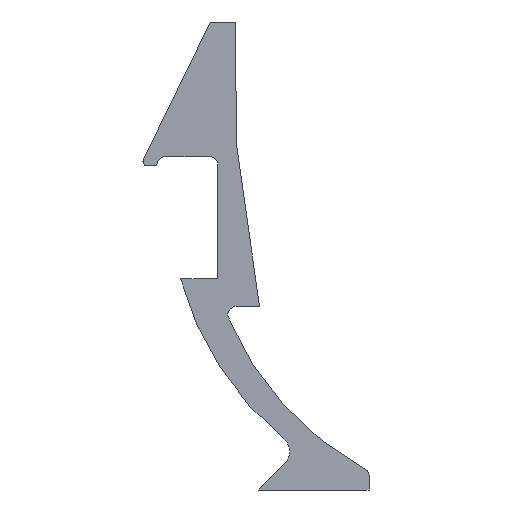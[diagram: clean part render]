
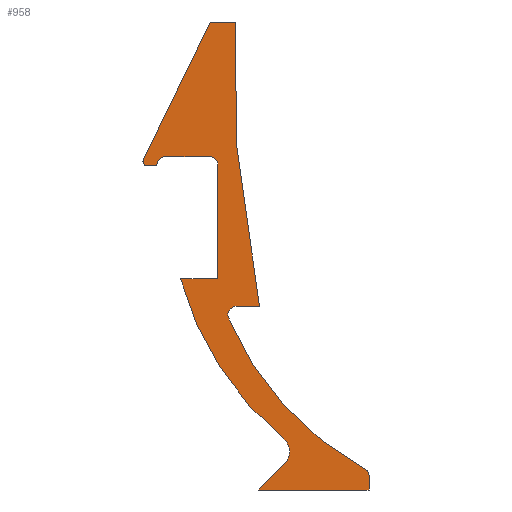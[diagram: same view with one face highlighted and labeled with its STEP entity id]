
A CAD part, left-side view. The second image highlights one B-rep face of the part: STEP entity #958.
In plain terms, the highlighted planar face has unit normal (-1, 0, 0).
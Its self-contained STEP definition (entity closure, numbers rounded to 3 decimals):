
#46=PLANE('',#1063);
#96=FACE_OUTER_BOUND('',#146,.T.);
#146=EDGE_LOOP('',(#866,#867,#868,#869,#870,#871,#872,#873,#874,#875,#876,
#877,#878,#879,#880,#881,#882,#883,#884,#885,#886,#887,#888));
#199=LINE('',#1498,#297);
#202=LINE('',#1504,#300);
#205=LINE('',#1510,#303);
#211=LINE('',#1534,#309);
#214=LINE('',#1540,#312);
#218=LINE('',#1552,#316);
#222=LINE('',#1564,#320);
#226=LINE('',#1576,#324);
#230=LINE('',#1588,#328);
#233=LINE('',#1594,#331);
#236=LINE('',#1600,#334);
#239=LINE('',#1606,#337);
#242=LINE('',#1612,#340);
#297=VECTOR('',#1216,10.);
#300=VECTOR('',#1221,10.);
#303=VECTOR('',#1226,10.);
#309=VECTOR('',#1252,10.);
#312=VECTOR('',#1257,10.);
#316=VECTOR('',#1269,10.);
#320=VECTOR('',#1281,10.);
#324=VECTOR('',#1293,10.);
#328=VECTOR('',#1305,10.);
#331=VECTOR('',#1310,10.);
#334=VECTOR('',#1315,10.);
#337=VECTOR('',#1320,10.);
#340=VECTOR('',#1325,10.);
#364=CIRCLE('',#1021,0.4);
#366=CIRCLE('',#1027,1.);
#368=CIRCLE('',#1030,18.75);
#370=CIRCLE('',#1033,0.01);
#372=CIRCLE('',#1038,0.45);
#374=CIRCLE('',#1042,0.45);
#376=CIRCLE('',#1046,0.2);
#378=CIRCLE('',#1050,0.25);
#380=CIRCLE('',#1058,0.5);
#382=CIRCLE('',#1061,18.5);
#431=VERTEX_POINT('',#1489);
#432=VERTEX_POINT('',#1491);
#434=VERTEX_POINT('',#1497);
#436=VERTEX_POINT('',#1503);
#438=VERTEX_POINT('',#1509);
#440=VERTEX_POINT('',#1515);
#442=VERTEX_POINT('',#1521);
#444=VERTEX_POINT('',#1527);
#446=VERTEX_POINT('',#1533);
#448=VERTEX_POINT('',#1539);
#450=VERTEX_POINT('',#1545);
#452=VERTEX_POINT('',#1551);
#454=VERTEX_POINT('',#1557);
#456=VERTEX_POINT('',#1563);
#458=VERTEX_POINT('',#1569);
#460=VERTEX_POINT('',#1575);
#462=VERTEX_POINT('',#1581);
#464=VERTEX_POINT('',#1587);
#466=VERTEX_POINT('',#1593);
#468=VERTEX_POINT('',#1599);
#470=VERTEX_POINT('',#1605);
#472=VERTEX_POINT('',#1611);
#474=VERTEX_POINT('',#1617);
#546=EDGE_CURVE('',#432,#431,#364,.T.);
#549=EDGE_CURVE('',#434,#432,#199,.T.);
#552=EDGE_CURVE('',#436,#434,#202,.T.);
#555=EDGE_CURVE('',#438,#436,#205,.T.);
#558=EDGE_CURVE('',#440,#438,#366,.T.);
#561=EDGE_CURVE('',#442,#440,#368,.T.);
#564=EDGE_CURVE('',#444,#442,#370,.T.);
#567=EDGE_CURVE('',#446,#444,#211,.T.);
#570=EDGE_CURVE('',#448,#446,#214,.T.);
#573=EDGE_CURVE('',#450,#448,#372,.T.);
#576=EDGE_CURVE('',#452,#450,#218,.T.);
#579=EDGE_CURVE('',#454,#452,#374,.T.);
#582=EDGE_CURVE('',#456,#454,#222,.T.);
#585=EDGE_CURVE('',#458,#456,#376,.T.);
#588=EDGE_CURVE('',#460,#458,#226,.T.);
#591=EDGE_CURVE('',#462,#460,#378,.T.);
#594=EDGE_CURVE('',#464,#462,#230,.T.);
#597=EDGE_CURVE('',#466,#464,#233,.T.);
#600=EDGE_CURVE('',#468,#466,#236,.T.);
#603=EDGE_CURVE('',#470,#468,#239,.T.);
#606=EDGE_CURVE('',#472,#470,#242,.T.);
#609=EDGE_CURVE('',#474,#472,#380,.T.);
#612=EDGE_CURVE('',#431,#474,#382,.T.);
#866=ORIENTED_EDGE('',*,*,#612,.T.);
#867=ORIENTED_EDGE('',*,*,#609,.T.);
#868=ORIENTED_EDGE('',*,*,#606,.T.);
#869=ORIENTED_EDGE('',*,*,#603,.T.);
#870=ORIENTED_EDGE('',*,*,#600,.T.);
#871=ORIENTED_EDGE('',*,*,#597,.T.);
#872=ORIENTED_EDGE('',*,*,#594,.T.);
#873=ORIENTED_EDGE('',*,*,#591,.T.);
#874=ORIENTED_EDGE('',*,*,#588,.T.);
#875=ORIENTED_EDGE('',*,*,#585,.T.);
#876=ORIENTED_EDGE('',*,*,#582,.T.);
#877=ORIENTED_EDGE('',*,*,#579,.T.);
#878=ORIENTED_EDGE('',*,*,#576,.T.);
#879=ORIENTED_EDGE('',*,*,#573,.T.);
#880=ORIENTED_EDGE('',*,*,#570,.T.);
#881=ORIENTED_EDGE('',*,*,#567,.T.);
#882=ORIENTED_EDGE('',*,*,#564,.T.);
#883=ORIENTED_EDGE('',*,*,#561,.T.);
#884=ORIENTED_EDGE('',*,*,#558,.T.);
#885=ORIENTED_EDGE('',*,*,#555,.T.);
#886=ORIENTED_EDGE('',*,*,#552,.T.);
#887=ORIENTED_EDGE('',*,*,#549,.T.);
#888=ORIENTED_EDGE('',*,*,#546,.T.);
#958=ADVANCED_FACE('',(#96),#46,.F.);
#1021=AXIS2_PLACEMENT_3D('',#1492,#1210,#1211);
#1027=AXIS2_PLACEMENT_3D('',#1516,#1232,#1233);
#1030=AXIS2_PLACEMENT_3D('',#1522,#1239,#1240);
#1033=AXIS2_PLACEMENT_3D('',#1528,#1246,#1247);
#1038=AXIS2_PLACEMENT_3D('',#1546,#1263,#1264);
#1042=AXIS2_PLACEMENT_3D('',#1558,#1275,#1276);
#1046=AXIS2_PLACEMENT_3D('',#1570,#1287,#1288);
#1050=AXIS2_PLACEMENT_3D('',#1582,#1299,#1300);
#1058=AXIS2_PLACEMENT_3D('',#1618,#1331,#1332);
#1061=AXIS2_PLACEMENT_3D('',#1622,#1338,#1339);
#1063=AXIS2_PLACEMENT_3D('',#1624,#1342,#1343);
#1210=DIRECTION('center_axis',(-1.,0.,0.));
#1211=DIRECTION('ref_axis',(0.,-0.481,0.877));
#1216=DIRECTION('',(0.,0.,1.));
#1221=DIRECTION('',(0.,-1.,0.));
#1226=DIRECTION('',(0.,0.707,-0.707));
#1232=DIRECTION('center_axis',(1.,0.,0.));
#1233=DIRECTION('ref_axis',(0.,-0.639,0.77));
#1239=DIRECTION('center_axis',(-1.,0.,0.));
#1240=DIRECTION('ref_axis',(0.,0.639,-0.77));
#1246=DIRECTION('center_axis',(-1.,0.,0.));
#1247=DIRECTION('ref_axis',(0.,0.965,-0.263));
#1252=DIRECTION('',(0.,1.,0.));
#1257=DIRECTION('',(0.,0.,-1.));
#1263=DIRECTION('center_axis',(1.,0.,0.));
#1264=DIRECTION('ref_axis',(0.,0.,1.));
#1269=DIRECTION('',(0.,-1.,0.));
#1275=DIRECTION('center_axis',(1.,0.,0.));
#1276=DIRECTION('ref_axis',(0.,0.94,0.342));
#1281=DIRECTION('',(0.,-0.342,0.94));
#1287=DIRECTION('center_axis',(-1.,0.,0.));
#1288=DIRECTION('ref_axis',(0.,-0.94,-0.342));
#1293=DIRECTION('',(0.,-1.,0.));
#1299=DIRECTION('center_axis',(-1.,0.,0.));
#1300=DIRECTION('ref_axis',(0.,0.,
-1.));
#1305=DIRECTION('',(0.,0.436,-0.9));
#1310=DIRECTION('',(0.,1.,0.));
#1315=DIRECTION('',(0.,0.009,1.));
#1320=DIRECTION('',(0.,0.141,0.99));
#1325=DIRECTION('',(0.,-1.,0.));
#1331=DIRECTION('center_axis',(1.,0.,0.));
#1332=DIRECTION('ref_axis',(0.,0.921,-0.39));
#1338=DIRECTION('center_axis',(1.,0.,0.));
#1339=DIRECTION('ref_axis',(0.,0.481,-0.877));
#1342=DIRECTION('center_axis',(1.,0.,0.));
#1343=DIRECTION('ref_axis',(0.,0.,-1.));
#1489=CARTESIAN_POINT('',(10.,-71.775,-38.288));
#1491=CARTESIAN_POINT('',(10.,-71.982,-38.638));
#1492=CARTESIAN_POINT('Origin',(10.,-71.582,-38.638));
#1497=CARTESIAN_POINT('',(10.,-71.982,-39.5));
#1498=CARTESIAN_POINT('',(10.,-71.982,-39.5));
#1503=CARTESIAN_POINT('',(10.,-65.4,-39.5));
#1504=CARTESIAN_POINT('',(10.,-71.982,-39.5));
#1509=CARTESIAN_POINT('',(10.,-66.971,-37.929));
#1510=CARTESIAN_POINT('',(10.,-65.4,-39.5));
#1515=CARTESIAN_POINT('',(10.,-66.903,-36.452));
#1516=CARTESIAN_POINT('Origin',(10.,-66.264,-37.222));
#1521=CARTESIAN_POINT('',(10.,-60.788,-26.963));
#1522=CARTESIAN_POINT('Origin',(10.,-78.876,-22.023));
#1527=CARTESIAN_POINT('',(10.,-60.798,-26.95));
#1528=CARTESIAN_POINT('Origin',(10.,-60.798,-26.96));
#1533=CARTESIAN_POINT('',(10.,-62.989,-26.95));
#1534=CARTESIAN_POINT('',(10.,-62.989,-26.95));
#1539=CARTESIAN_POINT('',(10.,-62.989,-20.15));
#1540=CARTESIAN_POINT('',(10.,-62.989,-20.15));
#1545=CARTESIAN_POINT('',(10.,-62.539,-19.7));
#1546=CARTESIAN_POINT('Origin',(10.,-62.539,-20.15));
#1551=CARTESIAN_POINT('',(10.,-59.862,-19.7));
#1552=CARTESIAN_POINT('',(10.,-59.862,-19.7));
#1557=CARTESIAN_POINT('',(10.,-59.44,-19.996));
#1558=CARTESIAN_POINT('Origin',(10.,-59.862,-20.15));
#1563=CARTESIAN_POINT('',(10.,-59.395,-20.118));
#1564=CARTESIAN_POINT('',(10.,-59.395,-20.118));
#1569=CARTESIAN_POINT('',(10.,-59.207,-20.25));
#1570=CARTESIAN_POINT('Origin',(10.,-59.207,-20.05));
#1575=CARTESIAN_POINT('',(10.,-58.806,-20.25));
#1576=CARTESIAN_POINT('',(10.,-58.806,-20.25));
#1581=CARTESIAN_POINT('',(10.,-58.581,-19.891));
#1582=CARTESIAN_POINT('Origin',(10.,-58.806,-20.));
#1587=CARTESIAN_POINT('',(10.,-62.546,-11.7));
#1588=CARTESIAN_POINT('',(10.,-58.581,-19.891));
#1593=CARTESIAN_POINT('',(10.,-64.046,-11.7));
#1594=CARTESIAN_POINT('',(10.,-62.546,-11.7));
#1599=CARTESIAN_POINT('',(10.,-64.109,-18.968));
#1600=CARTESIAN_POINT('',(10.,-64.046,-11.7));
#1605=CARTESIAN_POINT('',(10.,-65.479,-28.588));
#1606=CARTESIAN_POINT('',(10.,-64.109,-18.968));
#1611=CARTESIAN_POINT('',(10.,-64.1,-28.588));
#1612=CARTESIAN_POINT('',(10.,-65.479,-28.588));
#1617=CARTESIAN_POINT('',(10.,-63.639,-29.283));
#1618=CARTESIAN_POINT('Origin',(10.,-64.1,-29.088));
#1622=CARTESIAN_POINT('Origin',(10.,-80.675,-22.07));
#1624=CARTESIAN_POINT('Origin',(10.,-65.269,-25.6));
